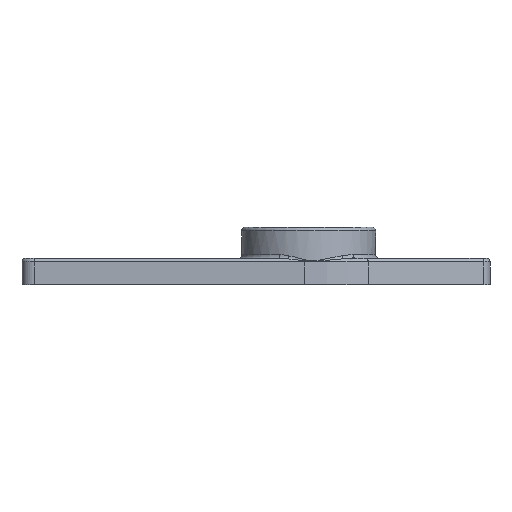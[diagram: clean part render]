
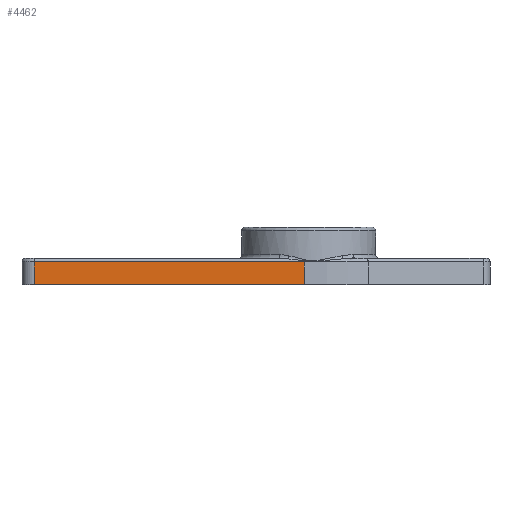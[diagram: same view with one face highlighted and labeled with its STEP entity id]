
A CAD part, left-side view. The second image highlights one B-rep face of the part: STEP entity #4462.
In plain terms, the highlighted planar face has unit normal (-1, 0, 0).
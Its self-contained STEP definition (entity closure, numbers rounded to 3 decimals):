
#199=PLANE('',#4799);
#408=FACE_OUTER_BOUND('',#700,.T.);
#700=EDGE_LOOP('',(#3473,#3474,#3475,#3476));
#934=LINE('',#6287,#1429);
#1085=LINE('',#7023,#1580);
#1106=LINE('',#7140,#1601);
#1108=LINE('',#7143,#1603);
#1429=VECTOR('',#5058,10.);
#1580=VECTOR('',#5361,10.);
#1601=VECTOR('',#5460,10.);
#1603=VECTOR('',#5464,10.);
#2050=VERTEX_POINT('',#6283);
#2052=VERTEX_POINT('',#6286);
#2237=VERTEX_POINT('',#7020);
#2238=VERTEX_POINT('',#7022);
#2466=EDGE_CURVE('',#2052,#2050,#934,.F.);
#2683=EDGE_CURVE('',#2237,#2238,#1085,.T.);
#2732=EDGE_CURVE('',#2238,#2050,#1106,.T.);
#2734=EDGE_CURVE('',#2052,#2237,#1108,.T.);
#3473=ORIENTED_EDGE('',*,*,#2683,.F.);
#3474=ORIENTED_EDGE('',*,*,#2734,.F.);
#3475=ORIENTED_EDGE('',*,*,#2466,.T.);
#3476=ORIENTED_EDGE('',*,*,#2732,.F.);
#4462=ADVANCED_FACE('',(#408),#199,.T.);
#4799=AXIS2_PLACEMENT_3D('',#7146,#5468,#5469);
#5058=DIRECTION('',(0.,1.,0.));
#5361=DIRECTION('',(0.,-1.,0.));
#5460=DIRECTION('',(0.,0.,-1.));
#5464=DIRECTION('',(0.,0.,1.));
#5468=DIRECTION('center_axis',(-1.,0.,0.));
#5469=DIRECTION('ref_axis',(0.,-1.,0.));
#6283=CARTESIAN_POINT('',(-167.406,-90.244,11.17));
#6286=CARTESIAN_POINT('',(-167.406,-13.686,11.17));
#6287=CARTESIAN_POINT('',(-167.406,-45.095,11.17));
#7020=CARTESIAN_POINT('',(-167.406,-13.686,17.67));
#7022=CARTESIAN_POINT('',(-167.406,-90.244,17.67));
#7023=CARTESIAN_POINT('',(-167.406,-45.099,17.67));
#7140=CARTESIAN_POINT('',(-167.406,-90.244,11.92));
#7143=CARTESIAN_POINT('',(-167.406,-13.686,11.92));
#7146=CARTESIAN_POINT('Origin',(-167.406,-13.685,12.67));
